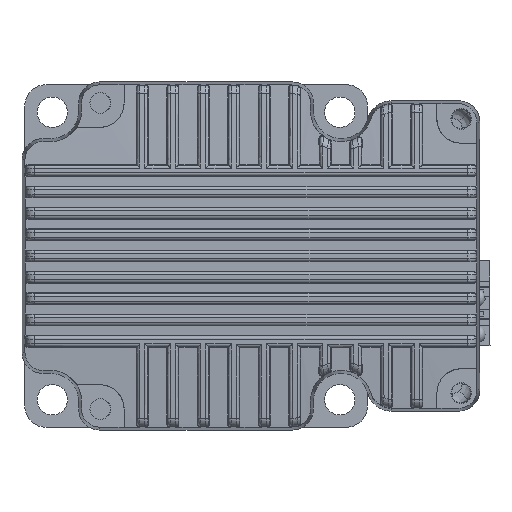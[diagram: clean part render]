
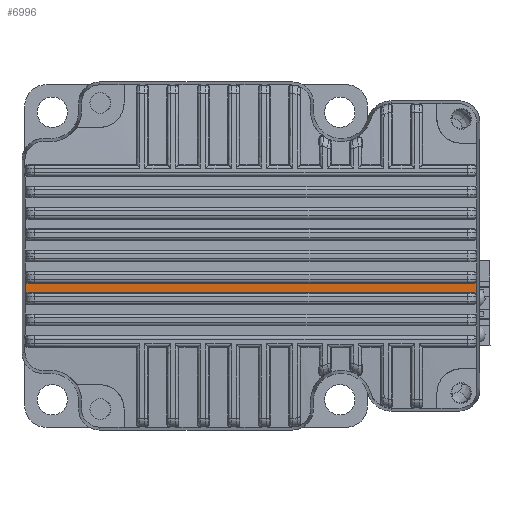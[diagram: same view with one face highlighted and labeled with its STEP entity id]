
A CAD part, front view. The second image highlights one B-rep face of the part: STEP entity #6996.
In plain terms, the highlighted cylindrical face has radius 272.359 mm (diameter 544.717 mm), a partial arc.
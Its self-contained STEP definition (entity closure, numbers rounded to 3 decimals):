
#401 = LINE ( 'NONE', #33423, #15295 ) ;
#2174 = CARTESIAN_POINT ( 'NONE',  ( 184.931, 164.208, 61.57 ) ) ;
#2465 = CARTESIAN_POINT ( 'NONE',  ( -17.158, -108.079, 55.303 ) ) ;
#2517 = B_SPLINE_CURVE_WITH_KNOTS ( 'NONE', 3,
 ( #21239, #33060, #6353, #27220, #9360, #30211 ),
 .UNSPECIFIED., .F., .F.,
 ( 4, 2, 4 ),
 ( 0., 0., 0.001 ),
 .UNSPECIFIED. ) ;
#2778 = CARTESIAN_POINT ( 'NONE',  ( 56.886, -108.073, 55.042 ) ) ;
#3164 = FACE_OUTER_BOUND ( 'NONE', #29950, .T. ) ;
#3824 = VERTEX_POINT ( 'NONE', #6334 ) ;
#4928 = AXIS2_PLACEMENT_3D ( 'NONE', #2174, #11141, #20003 ) ;
#5403 = B_SPLINE_CURVE_WITH_KNOTS ( 'NONE', 3,
 ( #30059, #27177, #12330, #33158, #15305, #36144 ),
 .UNSPECIFIED., .F., .F.,
 ( 4, 2, 4 ),
 ( 0., 0., 0.001 ),
 .UNSPECIFIED. ) ;
#5428 = CARTESIAN_POINT ( 'NONE',  ( -16.844, -108.084, 55.541 ) ) ;
#5437 = CARTESIAN_POINT ( 'NONE',  ( 56.886, -108.12, 57.468 ) ) ;
#6334 = CARTESIAN_POINT ( 'NONE',  ( -17.212, -108.073, 55.042 ) ) ;
#6353 = CARTESIAN_POINT ( 'NONE',  ( -16.972, -108.115, 57.154 ) ) ;
#6996 = ADVANCED_FACE ( 'NONE', ( #3164 ), #9205, .T. ) ;
#7195 = VERTEX_POINT ( 'NONE', #12518 ) ;
#8745 = ORIENTED_EDGE ( 'NONE', *, *, #19539, .T. ) ;
#9205 = CYLINDRICAL_SURFACE ( 'NONE', #4928, 272.359 ) ;
#9360 = CARTESIAN_POINT ( 'NONE',  ( -17.211, -108.12, 57.468 ) ) ;
#10119 = EDGE_CURVE ( 'NONE', #3824, #26893, #34290, .T. ) ;
#10588 = VERTEX_POINT ( 'NONE', #11475 ) ;
#10763 = ORIENTED_EDGE ( 'NONE', *, *, #30561, .T. ) ;
#10935 = DIRECTION ( 'NONE',  ( 1., 0., 0. ) ) ;
#11141 = DIRECTION ( 'NONE',  ( -1., 0., 0. ) ) ;
#11333 = ORIENTED_EDGE ( 'NONE', *, *, #16330, .F. ) ;
#11440 = EDGE_CURVE ( 'NONE', #3824, #23624, #30738, .T. ) ;
#11475 = CARTESIAN_POINT ( 'NONE',  ( 56.886, -108.122, 57.6 ) ) ;
#12330 = CARTESIAN_POINT ( 'NONE',  ( 56.832, -108.079, 55.303 ) ) ;
#12518 = CARTESIAN_POINT ( 'NONE',  ( -16.711, -108.114, 57.1 ) ) ;
#14227 = CARTESIAN_POINT ( 'NONE',  ( -17.211, -108.122, 57.6 ) ) ;
#14427 = CARTESIAN_POINT ( 'NONE',  ( 56.647, -108.115, 57.154 ) ) ;
#14627 = CARTESIAN_POINT ( 'NONE',  ( 56.886, -108.11, 56.747 ) ) ;
#14870 = VERTEX_POINT ( 'NONE', #30406 ) ;
#15295 = VECTOR ( 'NONE', #15587, 1000. ) ;
#15305 = CARTESIAN_POINT ( 'NONE',  ( 56.518, -108.084, 55.541 ) ) ;
#15587 = DIRECTION ( 'NONE',  ( -1., 0., 0. ) ) ;
#16330 = EDGE_CURVE ( 'NONE', #10588, #14870, #38101, .T. ) ;
#16703 = CARTESIAN_POINT ( 'NONE',  ( -17.211, -108.093, 55.894 ) ) ;
#17147 = CARTESIAN_POINT ( 'NONE',  ( -17.212, -108.076, 55.174 ) ) ;
#17428 = CARTESIAN_POINT ( 'NONE',  ( 56.386, -108.114, 57.1 ) ) ;
#17532 = VERTEX_POINT ( 'NONE', #22146 ) ;
#19539 = EDGE_CURVE ( 'NONE', #7195, #26893, #2517, .T. ) ;
#19602 = CARTESIAN_POINT ( 'NONE',  ( -17.211, -108.122, 57.6 ) ) ;
#20003 = DIRECTION ( 'NONE',  ( 0., 0., 1. ) ) ;
#20619 = CARTESIAN_POINT ( 'NONE',  ( 56.886, -108.093, 55.894 ) ) ;
#21239 = CARTESIAN_POINT ( 'NONE',  ( -16.711, -108.114, 57.1 ) ) ;
#21976 = ORIENTED_EDGE ( 'NONE', *, *, #10119, .F. ) ;
#22146 = CARTESIAN_POINT ( 'NONE',  ( 56.386, -108.084, 55.541 ) ) ;
#23287 = CARTESIAN_POINT ( 'NONE',  ( -16.973, -108.083, 55.487 ) ) ;
#23561 = EDGE_CURVE ( 'NONE', #14870, #17532, #5403, .T. ) ;
#23624 = VERTEX_POINT ( 'NONE', #24565 ) ;
#24565 = CARTESIAN_POINT ( 'NONE',  ( -16.712, -108.084, 55.541 ) ) ;
#25784 = CARTESIAN_POINT ( 'NONE',  ( 184.931, -108.084, 55.541 ) ) ;
#26179 = ORIENTED_EDGE ( 'NONE', *, *, #23561, .F. ) ;
#26278 = CARTESIAN_POINT ( 'NONE',  ( -16.712, -108.084, 55.541 ) ) ;
#26572 = VECTOR ( 'NONE', #10935, 1000. ) ;
#26893 = VERTEX_POINT ( 'NONE', #19602 ) ;
#27177 = CARTESIAN_POINT ( 'NONE',  ( 56.886, -108.076, 55.174 ) ) ;
#27220 = CARTESIAN_POINT ( 'NONE',  ( -17.157, -108.118, 57.339 ) ) ;
#27519 = LINE ( 'NONE', #25784, #26572 ) ;
#29031 = VERTEX_POINT ( 'NONE', #35803 ) ;
#29085 = CARTESIAN_POINT ( 'NONE',  ( -17.212, -108.073, 55.042 ) ) ;
#29282 = CARTESIAN_POINT ( 'NONE',  ( 56.886, -108.122, 57.6 ) ) ;
#29950 = EDGE_LOOP ( 'NONE', ( #21976, #31693, #35993, #26179, #11333, #10763, #31903, #8745 ) ) ;
#30059 = CARTESIAN_POINT ( 'NONE',  ( 56.886, -108.073, 55.042 ) ) ;
#30207 = B_SPLINE_CURVE_WITH_KNOTS ( 'NONE', 3,
 ( #29282, #5437, #32298, #14427, #35256, #17428 ),
 .UNSPECIFIED., .F., .F.,
 ( 4, 2, 4 ),
 ( 0., 0., 0.001 ),
 .UNSPECIFIED. ) ;
#30211 = CARTESIAN_POINT ( 'NONE',  ( -17.211, -108.122, 57.6 ) ) ;
#30406 = CARTESIAN_POINT ( 'NONE',  ( 56.886, -108.073, 55.042 ) ) ;
#30561 = EDGE_CURVE ( 'NONE', #10588, #29031, #30207, .T. ) ;
#30738 = B_SPLINE_CURVE_WITH_KNOTS ( 'NONE', 3,
 ( #37978, #17147, #2465, #23287, #5428, #26278 ),
 .UNSPECIFIED., .F., .F.,
 ( 4, 2, 4 ),
 ( 0., 0., 0.001 ),
 .UNSPECIFIED. ) ;
#30782 = EDGE_CURVE ( 'NONE', #29031, #7195, #401, .T. ) ;
#31693 = ORIENTED_EDGE ( 'NONE', *, *, #11440, .T. ) ;
#31903 = ORIENTED_EDGE ( 'NONE', *, *, #30782, .T. ) ;
#32076 = CARTESIAN_POINT ( 'NONE',  ( -17.211, -108.11, 56.747 ) ) ;
#32298 = CARTESIAN_POINT ( 'NONE',  ( 56.831, -108.118, 57.339 ) ) ;
#33060 = CARTESIAN_POINT ( 'NONE',  ( -16.843, -108.114, 57.1 ) ) ;
#33158 = CARTESIAN_POINT ( 'NONE',  ( 56.648, -108.083, 55.487 ) ) ;
#33423 = CARTESIAN_POINT ( 'NONE',  ( 184.931, -108.114, 57.1 ) ) ;
#34290 =( BOUNDED_CURVE ( )  B_SPLINE_CURVE ( 3, ( #29085, #16703, #32076, #14227 ),
 .UNSPECIFIED., .F., .T. ) 
 B_SPLINE_CURVE_WITH_KNOTS ( ( 4, 4 ),
 ( 3.118, 3.127 ),
 .UNSPECIFIED. ) 
 CURVE ( )  GEOMETRIC_REPRESENTATION_ITEM ( )  RATIONAL_B_SPLINE_CURVE ( ( 1., 1., 1., 1. ) ) 
 REPRESENTATION_ITEM ( '' )  );
#35256 = CARTESIAN_POINT ( 'NONE',  ( 56.518, -108.114, 57.1 ) ) ;
#35803 = CARTESIAN_POINT ( 'NONE',  ( 56.386, -108.114, 57.1 ) ) ;
#35993 = ORIENTED_EDGE ( 'NONE', *, *, #38012, .T. ) ;
#36144 = CARTESIAN_POINT ( 'NONE',  ( 56.386, -108.084, 55.541 ) ) ;
#37978 = CARTESIAN_POINT ( 'NONE',  ( -17.212, -108.073, 55.042 ) ) ;
#38012 = EDGE_CURVE ( 'NONE', #23624, #17532, #27519, .T. ) ;
#38101 =( BOUNDED_CURVE ( )  B_SPLINE_CURVE ( 3, ( #38301, #14627, #20619, #2778 ),
 .UNSPECIFIED., .F., .T. ) 
 B_SPLINE_CURVE_WITH_KNOTS ( ( 4, 4 ),
 ( 0.015, 0.024 ),
 .UNSPECIFIED. ) 
 CURVE ( )  GEOMETRIC_REPRESENTATION_ITEM ( )  RATIONAL_B_SPLINE_CURVE ( ( 1., 1., 1., 1. ) ) 
 REPRESENTATION_ITEM ( '' )  );
#38301 = CARTESIAN_POINT ( 'NONE',  ( 56.886, -108.122, 57.6 ) ) ;
